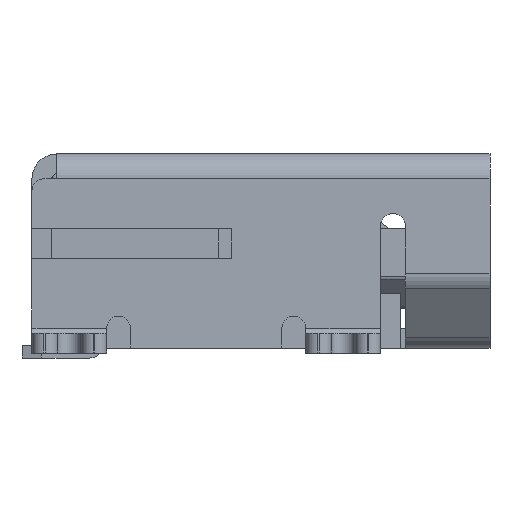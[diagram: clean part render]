
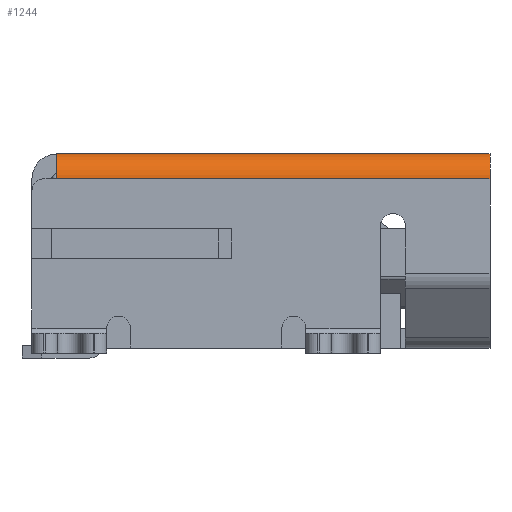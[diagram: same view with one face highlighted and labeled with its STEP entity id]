
A CAD part, left-side view. The second image highlights one B-rep face of the part: STEP entity #1244.
In plain terms, the highlighted cylindrical face has radius 0.5 mm (diameter 1 mm), a partial arc.
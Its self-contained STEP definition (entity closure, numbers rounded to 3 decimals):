
#1244 = ADVANCED_FACE( '', ( #2580 ), #2581, .T. );
#2580 = FACE_OUTER_BOUND( '', #4100, .T. );
#2581 = CYLINDRICAL_SURFACE( '', #4101, 0.5 );
#4100 = EDGE_LOOP( '', ( #7511, #7512, #7513, #7514 ) );
#4101 = AXIS2_PLACEMENT_3D( '', #7515, #7516, #7517 );
#7511 = ORIENTED_EDGE( '', *, *, #10044, .T. );
#7512 = ORIENTED_EDGE( '', *, *, #10271, .F. );
#7513 = ORIENTED_EDGE( '', *, *, #10062, .F. );
#7514 = ORIENTED_EDGE( '', *, *, #10846, .T. );
#7515 = CARTESIAN_POINT( '', ( -3.35, 4.35, 1.45 ) );
#7516 = DIRECTION( '', ( 0., 1., 0. ) );
#7517 = DIRECTION( '', ( 0., 0., -1. ) );
#10044 = EDGE_CURVE( '', #12417, #12415, #12418, .F. );
#10062 = EDGE_CURVE( '', #12446, #11736, #12448, .F. );
#10271 = EDGE_CURVE( '', #11736, #12415, #12777, .T. );
#10846 = EDGE_CURVE( '', #12446, #12417, #13577, .F. );
#11736 = VERTEX_POINT( '', #14731 );
#12415 = VERTEX_POINT( '', #15675 );
#12417 = VERTEX_POINT( '', #15678 );
#12418 = CIRCLE( '', #15679, 0.5 );
#12446 = VERTEX_POINT( '', #15716 );
#12448 = CIRCLE( '', #15719, 0.5 );
#12777 = LINE( '', #16182, #16183 );
#13577 = LINE( '', #17313, #17314 );
#14731 = CARTESIAN_POINT( '', ( -3.35, 4.35, 1.95 ) );
#15675 = CARTESIAN_POINT( '', ( -3.35, -4.35, 1.95 ) );
#15678 = CARTESIAN_POINT( '', ( -3.85, -4.35, 1.45 ) );
#15679 = AXIS2_PLACEMENT_3D( '', #18768, #18769, #18770 );
#15716 = CARTESIAN_POINT( '', ( -3.85, 4.35, 1.45 ) );
#15719 = AXIS2_PLACEMENT_3D( '', #18793, #18794, #18795 );
#16182 = CARTESIAN_POINT( '', ( -3.35, 4.35, 1.95 ) );
#16183 = VECTOR( '', #19047, 1000. );
#17313 = CARTESIAN_POINT( '', ( -3.85, 4.35, 1.45 ) );
#17314 = VECTOR( '', #19661, 1000. );
#18768 = CARTESIAN_POINT( '', ( -3.35, -4.35, 1.45 ) );
#18769 = DIRECTION( '', ( 0., -1., 0. ) );
#18770 = DIRECTION( '', ( 0., 0., -1. ) );
#18793 = CARTESIAN_POINT( '', ( -3.35, 4.35, 1.45 ) );
#18794 = DIRECTION( '', ( 0., -1., 0. ) );
#18795 = DIRECTION( '', ( 0., 0., -1. ) );
#19047 = DIRECTION( '', ( 0., -1., 0. ) );
#19661 = DIRECTION( '', ( 0., 1., 0. ) );
